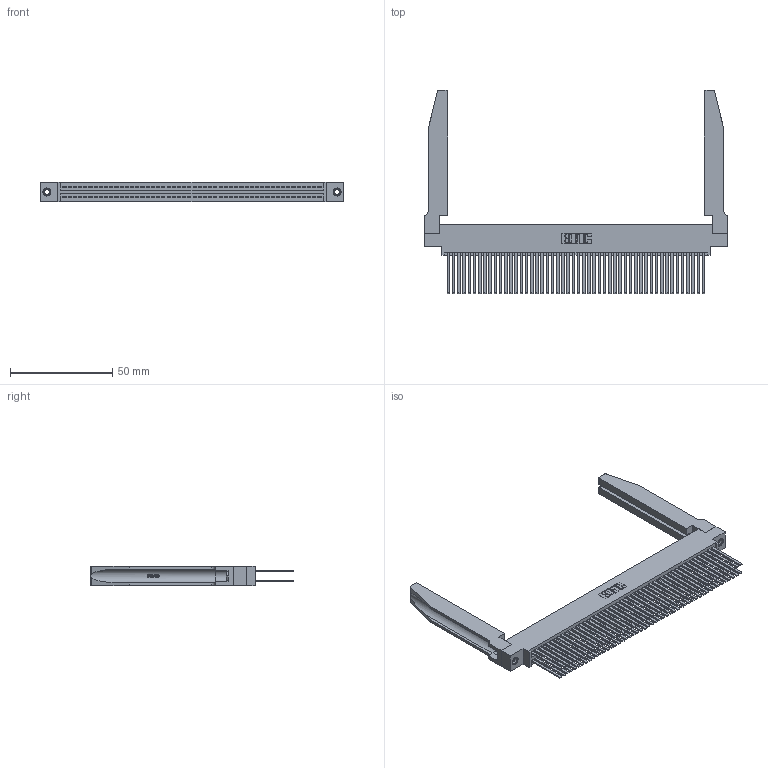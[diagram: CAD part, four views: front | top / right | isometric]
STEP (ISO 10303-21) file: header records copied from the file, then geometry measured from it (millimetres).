
FILE_DESCRIPTION (( 'STEP AP203' ), '1' );
FILE_NAME ('395-100-544-878.STEP', '2019-10-26T16:09:05', ( '' ), ( '' ), 'SwSTEP 2.0', 'SolidWorks 2016', '' );
FILE_SCHEMA (( 'CONFIG_CONTROL_DESIGN' ));
Length unit declared in the file: inch
Products named in the file (5): 345 Part_0.170 Offset - 0.156 Dia-TH; 345-292-001_345-293-144; 345-250-001_345-250-001-102; 345-220-078_345-220-078; 395-100-544-878
Assembly tree (105 placements, depth 2):
  395-100-544-878
    345 Part_0.170 Offset - 0.156 Dia-TH
    345-292-001_345-293-144  x100
    345-250-001_345-250-001-102  x2
    345-220-078_345-220-078  x2
Bounding box: 148.23 x 99.24 x 9.4 mm (x, y, z)
Volume: 23532.8 mm3; surface area: 34544.8 mm2
Topology: 105 solids, 105 shells, 4764 faces, 14061 edges, 9230 vertices
Faces by surface type: plane 3126, cylinder 1586, bspline 36, cone 12, torus 4
Entity records: 42842 total; most frequent: CARTESIAN_POINT 8091, ORIENTED_EDGE 6922, DIRECTION 6115, EDGE_CURVE 3461, LINE 3039, VECTOR 3039, VERTEX_POINT 2300, AXIS2_PLACEMENT_3D 1538
